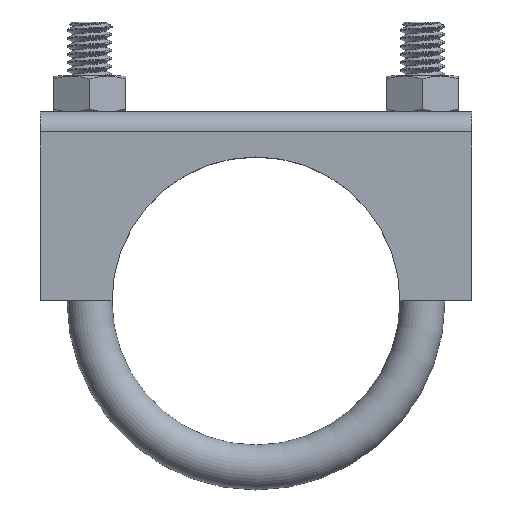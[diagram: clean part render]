
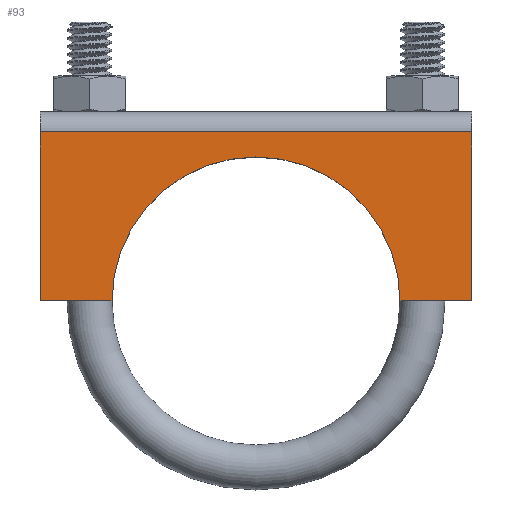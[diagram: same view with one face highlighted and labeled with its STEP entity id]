
A CAD part, top view. The second image highlights one B-rep face of the part: STEP entity #93.
In plain terms, the highlighted planar face has unit normal (0, 0, 1).
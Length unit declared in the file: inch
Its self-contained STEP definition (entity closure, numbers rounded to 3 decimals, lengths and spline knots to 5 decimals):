
#93 = ADVANCED_FACE ( 'NONE', ( #8606 ), #1204, .T. ) ;
#225 = DIRECTION ( 'NONE',  ( -1., 0., 0. ) ) ;
#226 = CARTESIAN_POINT ( 'NONE',  ( -1.5, 1.17361, 0.3125 ) ) ;
#395 = VERTEX_POINT ( 'NONE', #1387 ) ;
#471 = VERTEX_POINT ( 'NONE', #1772 ) ;
#473 = VERTEX_POINT ( 'NONE', #1587 ) ;
#612 = VERTEX_POINT ( 'NONE', #1111 ) ;
#617 = VERTEX_POINT ( 'NONE', #1115 ) ;
#619 = VERTEX_POINT ( 'NONE', #1110 ) ;
#689 = DIRECTION ( 'NONE',  ( 0., 1., 0. ) ) ;
#690 = CARTESIAN_POINT ( 'NONE',  ( 1.5, 1.3125, 0.3125 ) ) ;
#968 = DIRECTION ( 'NONE',  ( 0., 0., 1. ) ) ;
#973 = DIRECTION ( 'NONE',  ( 1., 0., 0. ) ) ;
#1110 = CARTESIAN_POINT ( 'NONE',  ( 1.5, 1.17361, 0.3125 ) ) ;
#1111 = CARTESIAN_POINT ( 'NONE',  ( 1., 0.0025, 0.3125 ) ) ;
#1115 = CARTESIAN_POINT ( 'NONE',  ( 1.5, 0.0025, 0.3125 ) ) ;
#1203 = CARTESIAN_POINT ( 'NONE',  ( 0., 0., 0.3125 ) ) ;
#1204 = PLANE ( 'NONE',  #4167 ) ;
#1387 = CARTESIAN_POINT ( 'NONE',  ( -1.5, 1.17361, 0.3125 ) ) ;
#1587 = CARTESIAN_POINT ( 'NONE',  ( -1.5, 0.0025, 0.3125 ) ) ;
#1772 = CARTESIAN_POINT ( 'NONE',  ( -1., 0.0025, 0.3125 ) ) ;
#2775 = LINE ( 'NONE', #9861, #2779 ) ;
#2779 = VECTOR ( 'NONE', #9860, 39.37008 ) ;
#2800 = LINE ( 'NONE', #9825, #2801 ) ;
#2801 = VECTOR ( 'NONE', #9824, 39.37008 ) ;
#2809 = CIRCLE ( 'NONE', #4353, 1. ) ;
#2810 = LINE ( 'NONE', #9814, #2811 ) ;
#2811 = VECTOR ( 'NONE', #9813, 39.37008 ) ;
#4167 = AXIS2_PLACEMENT_3D ( 'NONE', #1203, #968, #973 ) ;
#4353 = AXIS2_PLACEMENT_3D ( 'NONE', #9819, #9818, #9817 ) ;
#6275 = EDGE_LOOP ( 'NONE', ( #7121, #7104, #7102, #7106, #7115, #7116 ) ) ;
#7102 = ORIENTED_EDGE ( 'NONE', *, *, #10360, .T. ) ;
#7104 = ORIENTED_EDGE ( 'NONE', *, *, #10675, .T. ) ;
#7106 = ORIENTED_EDGE ( 'NONE', *, *, #10379, .T. ) ;
#7115 = ORIENTED_EDGE ( 'NONE', *, *, #10377, .T. ) ;
#7116 = ORIENTED_EDGE ( 'NONE', *, *, #10374, .T. ) ;
#7121 = ORIENTED_EDGE ( 'NONE', *, *, #10660, .T. ) ;
#8606 = FACE_OUTER_BOUND ( 'NONE', #6275, .T. ) ;
#9315 = LINE ( 'NONE', #690, #9321 ) ;
#9321 = VECTOR ( 'NONE', #689, 39.37008 ) ;
#9344 = LINE ( 'NONE', #226, #9345 ) ;
#9345 = VECTOR ( 'NONE', #225, 39.37008 ) ;
#9813 = DIRECTION ( 'NONE',  ( 1., 0., 0. ) ) ;
#9814 = CARTESIAN_POINT ( 'NONE',  ( -1.5, 0.0025, 0.3125 ) ) ;
#9817 = DIRECTION ( 'NONE',  ( 1., 0., 0. ) ) ;
#9818 = DIRECTION ( 'NONE',  ( 0., 0., -1. ) ) ;
#9819 = CARTESIAN_POINT ( 'NONE',  ( 0., 0., 0.3125 ) ) ;
#9824 = DIRECTION ( 'NONE',  ( 1., 0., 0. ) ) ;
#9825 = CARTESIAN_POINT ( 'NONE',  ( 1., 0.0025, 0.3125 ) ) ;
#9860 = DIRECTION ( 'NONE',  ( 0., -1., 0. ) ) ;
#9861 = CARTESIAN_POINT ( 'NONE',  ( -1.5, 1.3125, 0.3125 ) ) ;
#10360 = EDGE_CURVE ( 'NONE', #395, #473, #2775, .T. ) ;
#10374 = EDGE_CURVE ( 'NONE', #612, #617, #2800, .T. ) ;
#10377 = EDGE_CURVE ( 'NONE', #471, #612, #2809, .T. ) ;
#10379 = EDGE_CURVE ( 'NONE', #473, #471, #2810, .T. ) ;
#10660 = EDGE_CURVE ( 'NONE', #617, #619, #9315, .T. ) ;
#10675 = EDGE_CURVE ( 'NONE', #619, #395, #9344, .T. ) ;
